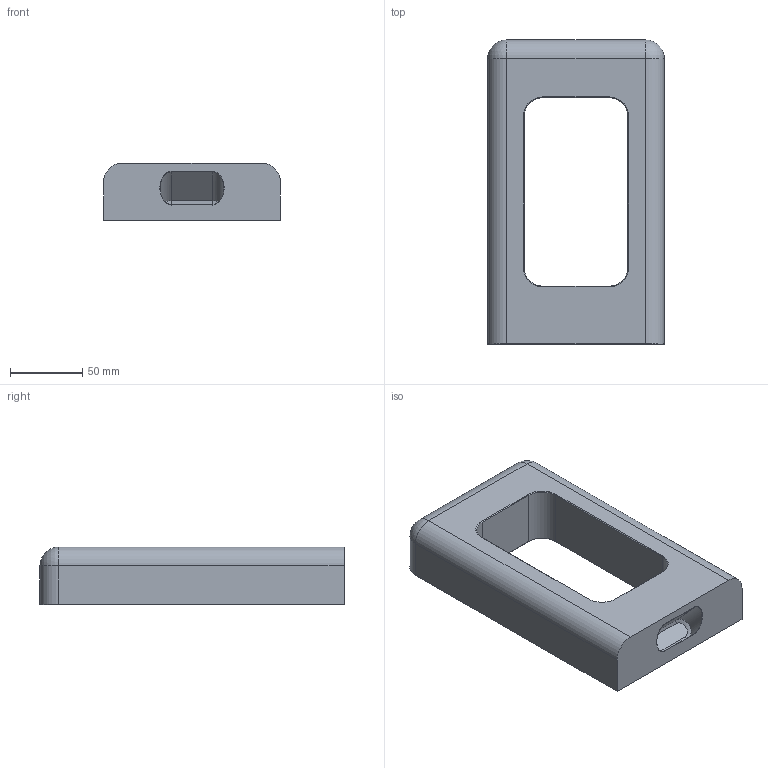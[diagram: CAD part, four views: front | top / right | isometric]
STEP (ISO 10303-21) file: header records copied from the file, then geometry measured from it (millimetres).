
FILE_DESCRIPTION(('FreeCAD Model'),'2;1');
FILE_NAME('Open CASCADE Shape Model','2024-01-19T23:31:56',(''),(''), 'Open CASCADE STEP processor 7.6','FreeCAD','Unknown');
FILE_SCHEMA(('AUTOMOTIVE_DESIGN { 1 0 10303 214 1 1 1 1 }'));
Length unit declared in the file: millimetre
Products named in the file (1): Body-S
Bounding box: 122 x 210 x 40 mm (x, y, z)
Volume: 622884.4 mm3; surface area: 72324.8 mm2
Topology: 1 solids, 1 shells, 56 faces, 125 edges, 70 vertices
Faces by surface type: plane 29, cone 12, cylinder 11, bspline 2, sphere 2
Entity records: 3290 total; most frequent: CARTESIAN_POINT 733, DIRECTION 487, LINE 310, VECTOR 310, ORIENTED_EDGE 246, PCURVE 246, DEFINITIONAL_REPRESENTATION 246, EDGE_CURVE 123
